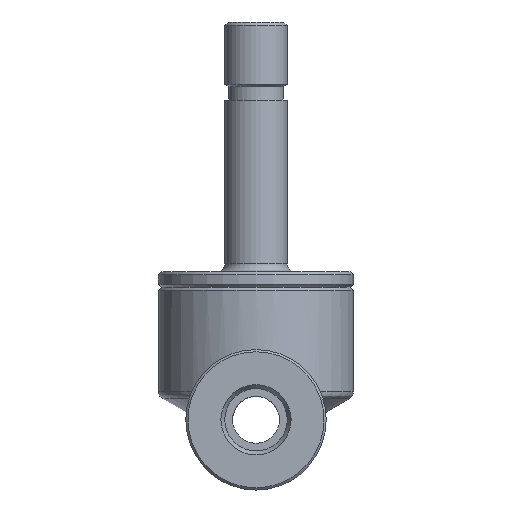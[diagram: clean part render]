
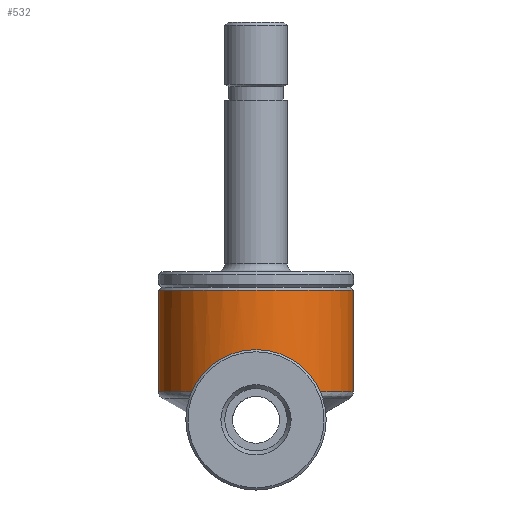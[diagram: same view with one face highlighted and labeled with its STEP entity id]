
A CAD part, left-side view. The second image highlights one B-rep face of the part: STEP entity #532.
In plain terms, the highlighted cylindrical face has radius 6.25 mm (diameter 12.5 mm), a full revolution.
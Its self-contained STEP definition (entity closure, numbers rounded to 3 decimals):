
#40=B_SPLINE_CURVE_WITH_KNOTS('',3,(#933,#934,#935,#936,#937,#938,#939,
#940,#941),.UNSPECIFIED.,.F.,.F.,(4,1,1,1,1,1,4),(0.009,0.012,
0.013,0.014,0.016,0.017,
0.02),.UNSPECIFIED.);
#41=B_SPLINE_CURVE_WITH_KNOTS('',3,(#942,#943,#944,#945,#946,#947,#948,
#949,#950),.UNSPECIFIED.,.F.,.F.,(4,1,1,1,1,1,4),(0.009,0.012,
0.013,0.014,0.016,0.017,
0.02),.UNSPECIFIED.);
#77=ORIENTED_EDGE('',*,*,#187,.F.);
#78=ORIENTED_EDGE('',*,*,#188,.F.);
#79=ORIENTED_EDGE('',*,*,#181,.T.);
#80=ORIENTED_EDGE('',*,*,#189,.T.);
#81=ORIENTED_EDGE('',*,*,#185,.T.);
#181=EDGE_CURVE('',#237,#238,#285,.T.);
#185=EDGE_CURVE('',#240,#239,#286,.T.);
#187=EDGE_CURVE('',#241,#241,#287,.T.);
#188=EDGE_CURVE('',#237,#239,#40,.T.);
#189=EDGE_CURVE('',#238,#240,#41,.T.);
#237=VERTEX_POINT('',#908);
#238=VERTEX_POINT('',#909);
#239=VERTEX_POINT('',#923);
#240=VERTEX_POINT('',#925);
#241=VERTEX_POINT('',#932);
#285=CIRCLE('',#597,6.25);
#286=CIRCLE('',#599,6.25);
#287=CIRCLE('',#601,6.25);
#334=EDGE_LOOP('',(#77));
#335=EDGE_LOOP('',(#78,#79,#80,#81));
#426=FACE_BOUND('',#334,.T.);
#427=FACE_BOUND('',#335,.T.);
#512=CYLINDRICAL_SURFACE('',#600,6.25);
#532=ADVANCED_FACE('',(#426,#427),#512,.T.);
#597=AXIS2_PLACEMENT_3D('',#907,#704,#705);
#599=AXIS2_PLACEMENT_3D('',#924,#708,#709);
#600=AXIS2_PLACEMENT_3D('',#930,#710,#711);
#601=AXIS2_PLACEMENT_3D('',#931,#712,#713);
#704=DIRECTION('',(0.,0.,1.));
#705=DIRECTION('',(1.,0.,0.));
#708=DIRECTION('',(0.,0.,1.));
#709=DIRECTION('',(1.,0.,0.));
#710=DIRECTION('',(0.,0.,1.));
#711=DIRECTION('',(1.,0.,0.));
#712=DIRECTION('',(0.,0.,1.));
#713=DIRECTION('',(1.,0.,0.));
#907=CARTESIAN_POINT('',(0.,0.,1.789));
#908=CARTESIAN_POINT('',(-4.739,-4.075,1.789));
#909=CARTESIAN_POINT('',(4.739,-4.075,1.789));
#923=CARTESIAN_POINT('',(-4.739,4.075,1.789));
#924=CARTESIAN_POINT('',(0.,0.,1.789));
#925=CARTESIAN_POINT('',(4.739,4.075,1.789));
#930=CARTESIAN_POINT('',(0.,0.,25.5));
#931=CARTESIAN_POINT('',(0.,0.,8.3));
#932=CARTESIAN_POINT('',(6.25,0.,8.3));
#933=CARTESIAN_POINT('',(-4.739,-4.075,1.789));
#934=CARTESIAN_POINT('',(-5.034,-3.732,2.569));
#935=CARTESIAN_POINT('',(-5.624,-2.921,3.54));
#936=CARTESIAN_POINT('',(-6.147,-1.358,4.308));
#937=CARTESIAN_POINT('',(-6.301,-0.006,4.52));
#938=CARTESIAN_POINT('',(-6.15,1.344,4.312));
#939=CARTESIAN_POINT('',(-5.627,2.918,3.546));
#940=CARTESIAN_POINT('',(-5.033,3.733,2.568));
#941=CARTESIAN_POINT('',(-4.739,4.075,1.789));
#942=CARTESIAN_POINT('',(4.739,-4.075,1.789));
#943=CARTESIAN_POINT('',(5.034,-3.732,2.569));
#944=CARTESIAN_POINT('',(5.624,-2.921,3.54));
#945=CARTESIAN_POINT('',(6.147,-1.358,4.308));
#946=CARTESIAN_POINT('',(6.301,-0.006,4.52));
#947=CARTESIAN_POINT('',(6.15,1.344,4.312));
#948=CARTESIAN_POINT('',(5.627,2.918,3.546));
#949=CARTESIAN_POINT('',(5.033,3.733,2.568));
#950=CARTESIAN_POINT('',(4.739,4.075,1.789));
